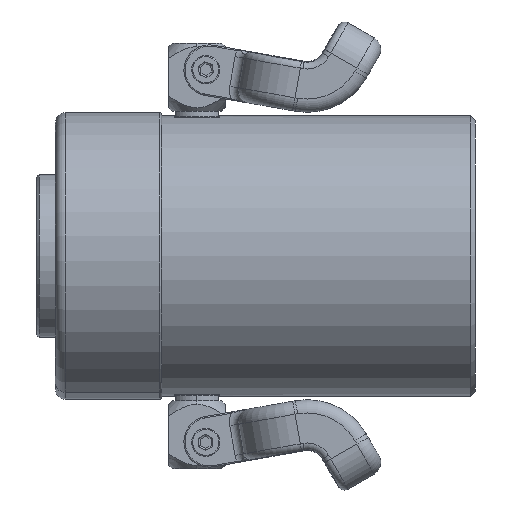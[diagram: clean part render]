
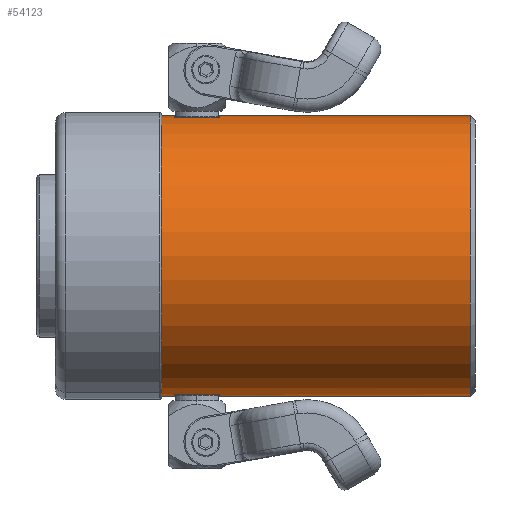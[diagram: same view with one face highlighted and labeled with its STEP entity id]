
A CAD part, left-side view. The second image highlights one B-rep face of the part: STEP entity #54123.
In plain terms, the highlighted cylindrical face has radius 79.375 mm (diameter 158.75 mm), a partial arc.
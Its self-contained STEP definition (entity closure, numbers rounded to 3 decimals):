
#619 = ORIENTED_EDGE ( 'NONE', *, *, #44915, .F. ) ;
#1568 = EDGE_CURVE ( 'NONE', #48724, #6584, #4906, .T. ) ;
#1891 = VECTOR ( 'NONE', #15089, 1000. ) ;
#1971 = CARTESIAN_POINT ( 'NONE',  ( 0., 145., 79.375 ) ) ;
#2777 = EDGE_CURVE ( 'NONE', #21531, #57915, #33012, .T. ) ;
#2811 = VERTEX_POINT ( 'NONE', #5295 ) ;
#2892 = AXIS2_PLACEMENT_3D ( 'NONE', #43052, #3370, #12967 ) ;
#3370 = DIRECTION ( 'NONE',  ( 0., -1., 0. ) ) ;
#4906 = CIRCLE ( 'NONE', #10789, 79.375 ) ;
#5097 = CARTESIAN_POINT ( 'NONE',  ( 0., 145., 0. ) ) ;
#5295 = CARTESIAN_POINT ( 'NONE',  ( 0., 3., 79.375 ) ) ;
#5668 = CARTESIAN_POINT ( 'NONE',  ( 0., 170., 0. ) ) ;
#6330 = EDGE_CURVE ( 'NONE', #21531, #2811, #63170, .T. ) ;
#6584 = VERTEX_POINT ( 'NONE', #52335 ) ;
#6786 = AXIS2_PLACEMENT_3D ( 'NONE', #29528, #59773, #54351 ) ;
#6976 = CARTESIAN_POINT ( 'NONE',  ( 0., 249.102, -79.375 ) ) ;
#7863 = CARTESIAN_POINT ( 'NONE',  ( -12.56, 145., -78.375 ) ) ;
#9709 = CARTESIAN_POINT ( 'NONE',  ( 0., 249.102, -79.375 ) ) ;
#10789 = AXIS2_PLACEMENT_3D ( 'NONE', #5668, #21818, #37081 ) ;
#11028 = EDGE_CURVE ( 'NONE', #19949, #48724, #45119, .T. ) ;
#12135 = VERTEX_POINT ( 'NONE', #42070 ) ;
#12967 = DIRECTION ( 'NONE',  ( 0., 0., 1. ) ) ;
#13261 = CYLINDRICAL_SURFACE ( 'NONE', #53613, 79.375 ) ;
#13314 = DIRECTION ( 'NONE',  ( 0., 1., 0. ) ) ;
#14421 = DIRECTION ( 'NONE',  ( 0., 0., 1. ) ) ;
#14574 = EDGE_LOOP ( 'NONE', ( #15499, #21600, #37806, #62002, #44169, #38452, #58906, #619, #52459, #38752, #35888, #30104 ) ) ;
#14815 = FACE_OUTER_BOUND ( 'NONE', #14574, .T. ) ;
#14933 = DIRECTION ( 'NONE',  ( 0., 0., 1. ) ) ;
#15089 = DIRECTION ( 'NONE',  ( 0., 1., 0. ) ) ;
#15233 = EDGE_CURVE ( 'NONE', #28664, #43948, #55537, .T. ) ;
#15424 = CARTESIAN_POINT ( 'NONE',  ( 0., 249.102, 79.375 ) ) ;
#15499 = ORIENTED_EDGE ( 'NONE', *, *, #2777, .F. ) ;
#19054 = EDGE_CURVE ( 'NONE', #2811, #21472, #21409, .T. ) ;
#19949 = VERTEX_POINT ( 'NONE', #28498 ) ;
#20948 = CARTESIAN_POINT ( 'NONE',  ( 0., 145., 0. ) ) ;
#21372 = CARTESIAN_POINT ( 'NONE',  ( 0., 3., -79.375 ) ) ;
#21409 = LINE ( 'NONE', #25142, #1891 ) ;
#21472 = VERTEX_POINT ( 'NONE', #1971 ) ;
#21531 = VERTEX_POINT ( 'NONE', #21372 ) ;
#21600 = ORIENTED_EDGE ( 'NONE', *, *, #6330, .T. ) ;
#21818 = DIRECTION ( 'NONE',  ( 0., 1., 0. ) ) ;
#22894 = AXIS2_PLACEMENT_3D ( 'NONE', #24899, #59292, #14421 ) ;
#24545 = CARTESIAN_POINT ( 'NONE',  ( -12.56, 249.102, 78.375 ) ) ;
#24619 = CARTESIAN_POINT ( 'NONE',  ( 0., 186.5, 79.375 ) ) ;
#24899 = CARTESIAN_POINT ( 'NONE',  ( 0., 186.5, 0. ) ) ;
#25142 = CARTESIAN_POINT ( 'NONE',  ( 0., 249.102, 79.375 ) ) ;
#25552 = DIRECTION ( 'NONE',  ( 0., 1., 0. ) ) ;
#25624 = CIRCLE ( 'NONE', #22894, 79.375 ) ;
#28498 = CARTESIAN_POINT ( 'NONE',  ( -12.56, 145., 78.375 ) ) ;
#28664 = VERTEX_POINT ( 'NONE', #38845 ) ;
#29528 = CARTESIAN_POINT ( 'NONE',  ( 0., 3., 0. ) ) ;
#30104 = ORIENTED_EDGE ( 'NONE', *, *, #49677, .F. ) ;
#30573 = VECTOR ( 'NONE', #36816, 1000. ) ;
#30897 = EDGE_CURVE ( 'NONE', #41318, #12135, #48676, .T. ) ;
#33012 = LINE ( 'NONE', #9709, #45499 ) ;
#35469 = VECTOR ( 'NONE', #46181, 1000. ) ;
#35888 = ORIENTED_EDGE ( 'NONE', *, *, #15233, .T. ) ;
#36603 = CARTESIAN_POINT ( 'NONE',  ( -12.56, 249.102, -78.375 ) ) ;
#36816 = DIRECTION ( 'NONE',  ( 0., -1., 0. ) ) ;
#37081 = DIRECTION ( 'NONE',  ( 0., 0., -1. ) ) ;
#37806 = ORIENTED_EDGE ( 'NONE', *, *, #19054, .T. ) ;
#38452 = ORIENTED_EDGE ( 'NONE', *, *, #1568, .T. ) ;
#38752 = ORIENTED_EDGE ( 'NONE', *, *, #45981, .F. ) ;
#38845 = CARTESIAN_POINT ( 'NONE',  ( -12.56, 170., -78.375 ) ) ;
#39350 = DIRECTION ( 'NONE',  ( 0., 1., 0. ) ) ;
#39795 = DIRECTION ( 'NONE',  ( 0., -1., 0. ) ) ;
#41318 = VERTEX_POINT ( 'NONE', #44892 ) ;
#42070 = CARTESIAN_POINT ( 'NONE',  ( 0., 186.5, -79.375 ) ) ;
#42189 = CIRCLE ( 'NONE', #63306, 79.375 ) ;
#43052 = CARTESIAN_POINT ( 'NONE',  ( 0., 170., 0. ) ) ;
#43948 = VERTEX_POINT ( 'NONE', #7863 ) ;
#44169 = ORIENTED_EDGE ( 'NONE', *, *, #11028, .T. ) ;
#44892 = CARTESIAN_POINT ( 'NONE',  ( 0., 170., -79.375 ) ) ;
#44915 = EDGE_CURVE ( 'NONE', #12135, #48546, #25624, .T. ) ;
#44968 = DIRECTION ( 'NONE',  ( 0., 1., 0. ) ) ;
#45119 = LINE ( 'NONE', #24545, #60607 ) ;
#45499 = VECTOR ( 'NONE', #44968, 1000. ) ;
#45981 = EDGE_CURVE ( 'NONE', #28664, #41318, #58106, .T. ) ;
#46181 = DIRECTION ( 'NONE',  ( 0., 1., 0. ) ) ;
#47227 = CIRCLE ( 'NONE', #62461, 79.375 ) ;
#48166 = DIRECTION ( 'NONE',  ( 0., 0., 1. ) ) ;
#48546 = VERTEX_POINT ( 'NONE', #24619 ) ;
#48676 = LINE ( 'NONE', #6976, #35469 ) ;
#48724 = VERTEX_POINT ( 'NONE', #62048 ) ;
#49677 = EDGE_CURVE ( 'NONE', #57915, #43948, #47227, .T. ) ;
#50231 = VECTOR ( 'NONE', #60511, 1000. ) ;
#52335 = CARTESIAN_POINT ( 'NONE',  ( 0., 170., 79.375 ) ) ;
#52459 = ORIENTED_EDGE ( 'NONE', *, *, #30897, .F. ) ;
#52952 = CARTESIAN_POINT ( 'NONE',  ( 0., 249.102, 0. ) ) ;
#53613 = AXIS2_PLACEMENT_3D ( 'NONE', #52952, #13314, #48166 ) ;
#54123 = ADVANCED_FACE ( 'NONE', ( #14815 ), #13261, .T. ) ;
#54351 = DIRECTION ( 'NONE',  ( 0., 0., -1. ) ) ;
#55537 = LINE ( 'NONE', #36603, #30573 ) ;
#55970 = EDGE_CURVE ( 'NONE', #6584, #48546, #63517, .T. ) ;
#56197 = DIRECTION ( 'NONE',  ( 0., 0., -1. ) ) ;
#57915 = VERTEX_POINT ( 'NONE', #60673 ) ;
#58106 = CIRCLE ( 'NONE', #2892, 79.375 ) ;
#58906 = ORIENTED_EDGE ( 'NONE', *, *, #55970, .T. ) ;
#59292 = DIRECTION ( 'NONE',  ( 0., 1., 0. ) ) ;
#59773 = DIRECTION ( 'NONE',  ( 0., 1., 0. ) ) ;
#60511 = DIRECTION ( 'NONE',  ( 0., 1., 0. ) ) ;
#60607 = VECTOR ( 'NONE', #39350, 1000. ) ;
#60673 = CARTESIAN_POINT ( 'NONE',  ( 0., 145., -79.375 ) ) ;
#62002 = ORIENTED_EDGE ( 'NONE', *, *, #64097, .T. ) ;
#62048 = CARTESIAN_POINT ( 'NONE',  ( -12.56, 170., 78.375 ) ) ;
#62461 = AXIS2_PLACEMENT_3D ( 'NONE', #20948, #25552, #56197 ) ;
#63170 = CIRCLE ( 'NONE', #6786, 79.375 ) ;
#63306 = AXIS2_PLACEMENT_3D ( 'NONE', #5097, #39795, #14933 ) ;
#63517 = LINE ( 'NONE', #15424, #50231 ) ;
#64097 = EDGE_CURVE ( 'NONE', #21472, #19949, #42189, .T. ) ;
